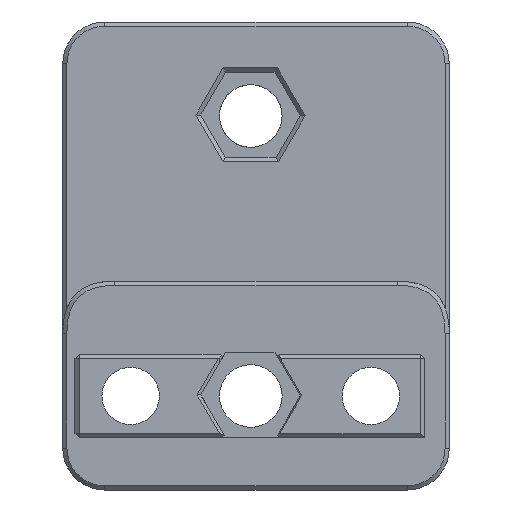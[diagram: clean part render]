
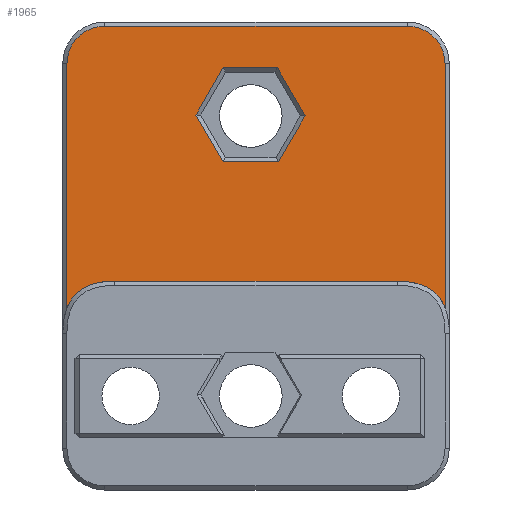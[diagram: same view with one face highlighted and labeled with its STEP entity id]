
A CAD part, front view. The second image highlights one B-rep face of the part: STEP entity #1965.
In plain terms, the highlighted planar face has unit normal (0, -1, 0).
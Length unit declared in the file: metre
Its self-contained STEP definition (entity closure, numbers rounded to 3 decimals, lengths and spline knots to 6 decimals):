
#44=B_SPLINE_CURVE_WITH_KNOTS('',3,(#2899,#2900,#2901,#2902),
 .UNSPECIFIED.,.F.,.F.,(4,4),(0.,1.),.UNSPECIFIED.);
#45=B_SPLINE_CURVE_WITH_KNOTS('',3,(#2906,#2907,#2908,#2909),
 .UNSPECIFIED.,.F.,.F.,(4,4),(0.,1.),.UNSPECIFIED.);
#69=CIRCLE('',#2140,0.0036);
#70=CIRCLE('',#2141,0.0036);
#132=ORIENTED_EDGE('',*,*,#702,.T.);
#133=ORIENTED_EDGE('',*,*,#703,.T.);
#134=ORIENTED_EDGE('',*,*,#704,.T.);
#135=ORIENTED_EDGE('',*,*,#705,.T.);
#136=ORIENTED_EDGE('',*,*,#706,.T.);
#137=ORIENTED_EDGE('',*,*,#707,.T.);
#138=ORIENTED_EDGE('',*,*,#708,.T.);
#139=ORIENTED_EDGE('',*,*,#709,.T.);
#140=ORIENTED_EDGE('',*,*,#710,.T.);
#141=ORIENTED_EDGE('',*,*,#711,.T.);
#142=ORIENTED_EDGE('',*,*,#712,.T.);
#143=ORIENTED_EDGE('',*,*,#713,.T.);
#144=ORIENTED_EDGE('',*,*,#714,.T.);
#145=ORIENTED_EDGE('',*,*,#715,.T.);
#702=EDGE_CURVE('',#987,#988,#1164,.T.);
#703=EDGE_CURVE('',#988,#989,#1165,.T.);
#704=EDGE_CURVE('',#989,#990,#1166,.T.);
#705=EDGE_CURVE('',#990,#991,#1167,.T.);
#706=EDGE_CURVE('',#991,#992,#1168,.T.);
#707=EDGE_CURVE('',#992,#987,#1169,.T.);
#708=EDGE_CURVE('',#993,#994,#1170,.T.);
#709=EDGE_CURVE('',#994,#995,#44,.T.);
#710=EDGE_CURVE('',#995,#996,#1171,.T.);
#711=EDGE_CURVE('',#996,#997,#45,.T.);
#712=EDGE_CURVE('',#997,#998,#1172,.T.);
#713=EDGE_CURVE('',#998,#999,#69,.T.);
#714=EDGE_CURVE('',#999,#1000,#1173,.T.);
#715=EDGE_CURVE('',#1000,#993,#70,.T.);
#987=VERTEX_POINT('',#2885);
#988=VERTEX_POINT('',#2886);
#989=VERTEX_POINT('',#2888);
#990=VERTEX_POINT('',#2890);
#991=VERTEX_POINT('',#2892);
#992=VERTEX_POINT('',#2894);
#993=VERTEX_POINT('',#2897);
#994=VERTEX_POINT('',#2898);
#995=VERTEX_POINT('',#2903);
#996=VERTEX_POINT('',#2905);
#997=VERTEX_POINT('',#2910);
#998=VERTEX_POINT('',#2912);
#999=VERTEX_POINT('',#2914);
#1000=VERTEX_POINT('',#2916);
#1164=LINE('',#2884,#1391);
#1165=LINE('',#2887,#1392);
#1166=LINE('',#2889,#1393);
#1167=LINE('',#2891,#1394);
#1168=LINE('',#2893,#1395);
#1169=LINE('',#2895,#1396);
#1170=LINE('',#2896,#1397);
#1171=LINE('',#2904,#1398);
#1172=LINE('',#2911,#1399);
#1173=LINE('',#2915,#1400);
#1391=VECTOR('',#2325,1.);
#1392=VECTOR('',#2326,1.);
#1393=VECTOR('',#2327,1.);
#1394=VECTOR('',#2328,1.);
#1395=VECTOR('',#2329,1.);
#1396=VECTOR('',#2330,1.);
#1397=VECTOR('',#2331,1.);
#1398=VECTOR('',#2332,1.);
#1399=VECTOR('',#2333,1.);
#1400=VECTOR('',#2336,1.);
#1596=EDGE_LOOP('',(#132,#133,#134,#135,#136,#137));
#1597=EDGE_LOOP('',(#138,#139,#140,#141,#142,#143,#144,#145));
#1733=FACE_BOUND('',#1596,.T.);
#1734=FACE_BOUND('',#1597,.T.);
#1868=PLANE('',#2139);
#1965=ADVANCED_FACE('',(#1733,#1734),#1868,.T.);
#2139=AXIS2_PLACEMENT_3D('',#2883,#2323,#2324);
#2140=AXIS2_PLACEMENT_3D('',#2913,#2334,#2335);
#2141=AXIS2_PLACEMENT_3D('',#2917,#2337,#2338);
#2323=DIRECTION('',(0.,-1.,0.));
#2324=DIRECTION('',(1.,0.,0.));
#2325=DIRECTION('',(-0.502,0.,0.865));
#2326=DIRECTION('',(0.5,0.,0.866));
#2327=DIRECTION('',(1.,0.,0.));
#2328=DIRECTION('',(0.5,0.,-0.866));
#2329=DIRECTION('',(-0.502,0.,-0.865));
#2330=DIRECTION('',(-1.,0.,0.));
#2331=DIRECTION('',(0.,0.,-1.));
#2332=DIRECTION('',(1.,0.,0.));
#2333=DIRECTION('',(0.,0.,1.));
#2334=DIRECTION('',(0.,-1.,0.));
#2335=DIRECTION('',(0.,0.,-1.));
#2336=DIRECTION('',(-1.,0.,0.));
#2337=DIRECTION('',(0.,-1.,0.));
#2338=DIRECTION('',(0.,0.,-1.));
#2883=CARTESIAN_POINT('',(0.047967,0.180766,0.085513));
#2884=CARTESIAN_POINT('',(0.047883,0.180766,0.085464));
#2885=CARTESIAN_POINT('',(0.034834,0.180766,0.107938));
#2886=CARTESIAN_POINT('',(0.032238,0.180766,0.112409));
#2887=CARTESIAN_POINT('',(0.024524,0.180766,0.099048));
#2888=CARTESIAN_POINT('',(0.034842,0.180766,0.11692));
#2889=CARTESIAN_POINT('',(0.047967,0.180766,0.11692));
#2890=CARTESIAN_POINT('',(0.040038,0.180766,0.11692));
#2891=CARTESIAN_POINT('',(0.05562,0.180766,0.089931));
#2892=CARTESIAN_POINT('',(0.04269,0.180766,0.112327));
#2893=CARTESIAN_POINT('',(0.040257,0.180766,0.108137));
#2894=CARTESIAN_POINT('',(0.040141,0.180766,0.107938));
#2895=CARTESIAN_POINT('',(0.035064,0.180766,0.107938));
#2896=CARTESIAN_POINT('',(0.019888,0.180766,0.085513));
#2897=CARTESIAN_POINT('',(0.019888,0.180766,0.117313));
#2898=CARTESIAN_POINT('',(0.019888,0.180766,0.093941));
#2899=CARTESIAN_POINT('',(0.019888,0.180766,0.093941));
#2900=CARTESIAN_POINT('',(0.020564,0.180766,0.095656));
#2901=CARTESIAN_POINT('',(0.022097,0.180766,0.096513));
#2902=CARTESIAN_POINT('',(0.024488,0.180766,0.096513));
#2903=CARTESIAN_POINT('',(0.024488,0.180766,0.096513));
#2904=CARTESIAN_POINT('',(0.037988,0.180766,0.096513));
#2905=CARTESIAN_POINT('',(0.051488,0.180766,0.096513));
#2906=CARTESIAN_POINT('',(0.051488,0.180766,0.096513));
#2907=CARTESIAN_POINT('',(0.053878,0.180766,0.096513));
#2908=CARTESIAN_POINT('',(0.055411,0.180766,0.095656));
#2909=CARTESIAN_POINT('',(0.056088,0.180766,0.093941));
#2910=CARTESIAN_POINT('',(0.056088,0.180766,0.093941));
#2911=CARTESIAN_POINT('',(0.056088,0.180766,0.085513));
#2912=CARTESIAN_POINT('',(0.056088,0.180766,0.117313));
#2913=CARTESIAN_POINT('',(0.052488,0.180766,0.117313));
#2914=CARTESIAN_POINT('',(0.052488,0.180766,0.120913));
#2915=CARTESIAN_POINT('',(0.047967,0.180766,0.120913));
#2916=CARTESIAN_POINT('',(0.023488,0.180766,0.120913));
#2917=CARTESIAN_POINT('',(0.023488,0.180766,0.117313));
